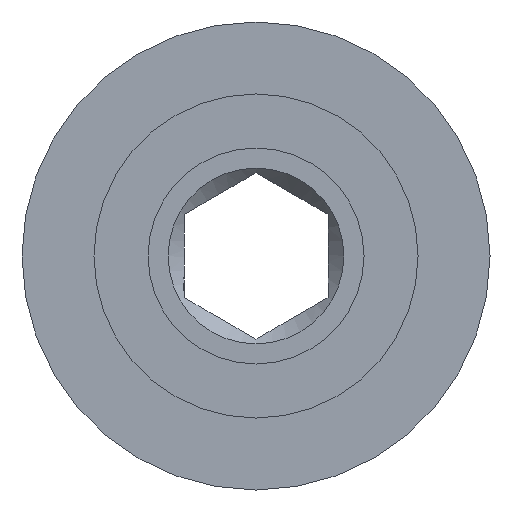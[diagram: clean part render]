
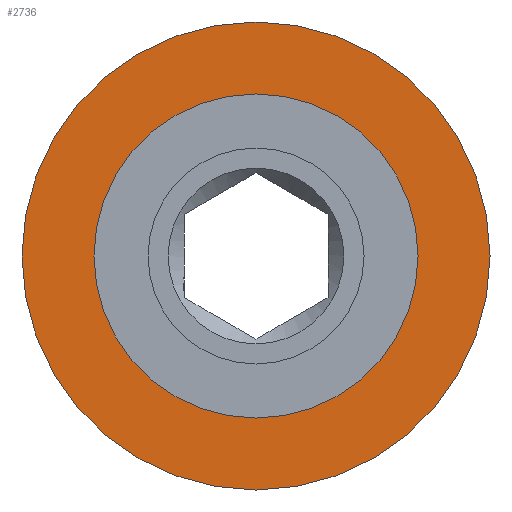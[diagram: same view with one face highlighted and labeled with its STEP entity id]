
A CAD part, left-side view. The second image highlights one B-rep face of the part: STEP entity #2736.
In plain terms, the highlighted planar face has unit normal (-1, 0, 0).
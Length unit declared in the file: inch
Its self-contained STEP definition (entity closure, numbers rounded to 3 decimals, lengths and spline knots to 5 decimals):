
#1346 = DIRECTION ( 'NONE',  ( -1., 0., 0. ) ) ;
#1718 = DIRECTION ( 'NONE',  ( 0., 0., 1. ) ) ;
#1746 = FACE_BOUND ( 'NONE', #7338, .T. ) ;
#1903 = EDGE_CURVE ( 'NONE', #6524, #6524, #15869, .T. ) ;
#1938 = CIRCLE ( 'NONE', #19672, 0.5625 ) ;
#2144 = CARTESIAN_POINT ( 'NONE',  ( -0.031, 0., 0. ) ) ;
#2722 = AXIS2_PLACEMENT_3D ( 'NONE', #16260, #1346, #7977 ) ;
#2736 = ADVANCED_FACE ( 'NONE', ( #1746, #14534 ), #16149, .T. ) ;
#3629 = CARTESIAN_POINT ( 'NONE',  ( -0.031, 0., 0. ) ) ;
#4424 = EDGE_CURVE ( 'NONE', #8253, #8253, #1938, .T. ) ;
#5935 = EDGE_LOOP ( 'NONE', ( #10396 ) ) ;
#6524 = VERTEX_POINT ( 'NONE', #13153 ) ;
#7338 = EDGE_LOOP ( 'NONE', ( #9411 ) ) ;
#7977 = DIRECTION ( 'NONE',  ( 0., 0., 1. ) ) ;
#8253 = VERTEX_POINT ( 'NONE', #18373 ) ;
#8313 = DIRECTION ( 'NONE',  ( -1., 0., 0. ) ) ;
#9411 = ORIENTED_EDGE ( 'NONE', *, *, #4424, .F. ) ;
#10396 = ORIENTED_EDGE ( 'NONE', *, *, #1903, .T. ) ;
#13153 = CARTESIAN_POINT ( 'NONE',  ( -0.031, 0., 0.8125 ) ) ;
#13359 = DIRECTION ( 'NONE',  ( -1., 0., 0. ) ) ;
#14534 = FACE_OUTER_BOUND ( 'NONE', #5935, .T. ) ;
#15168 = DIRECTION ( 'NONE',  ( 0., 0., 1. ) ) ;
#15869 = CIRCLE ( 'NONE', #20755, 0.8125 ) ;
#16149 = PLANE ( 'NONE',  #2722 ) ;
#16260 = CARTESIAN_POINT ( 'NONE',  ( -0.031, 0., 0. ) ) ;
#18373 = CARTESIAN_POINT ( 'NONE',  ( -0.031, 0., 0.5625 ) ) ;
#19672 = AXIS2_PLACEMENT_3D ( 'NONE', #3629, #8313, #15168 ) ;
#20755 = AXIS2_PLACEMENT_3D ( 'NONE', #2144, #13359, #1718 ) ;
